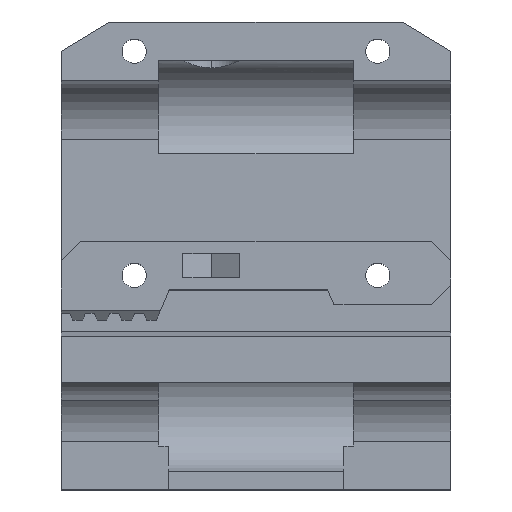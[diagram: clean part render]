
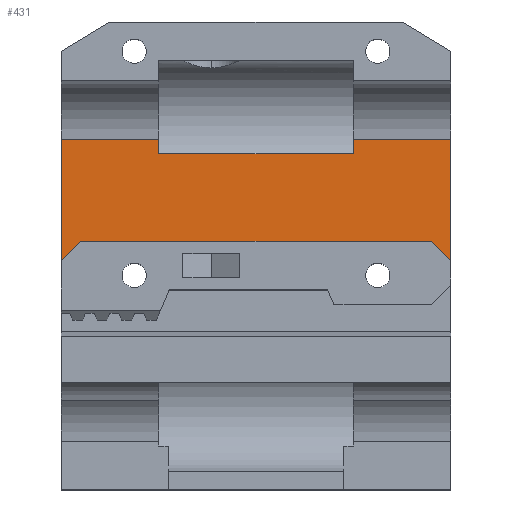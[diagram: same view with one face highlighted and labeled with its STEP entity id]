
A CAD part, top view. The second image highlights one B-rep face of the part: STEP entity #431.
In plain terms, the highlighted planar face has unit normal (0, 0, 1).
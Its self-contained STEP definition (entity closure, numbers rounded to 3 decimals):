
#184 = VECTOR ( 'NONE', #213, 1000. ) ;
#185 = CARTESIAN_POINT ( 'NONE',  ( 0., -10., 4. ) ) ;
#213 = DIRECTION ( 'NONE',  ( 0., -1., 0. ) ) ;
#339 = VERTEX_POINT ( 'NONE', #1513 ) ;
#341 = EDGE_CURVE ( 'NONE', #342, #339, #1473, .T. ) ;
#342 = VERTEX_POINT ( 'NONE', #1512 ) ;
#357 = ORIENTED_EDGE ( 'NONE', *, *, #421, .F. ) ;
#362 = VERTEX_POINT ( 'NONE', #1546 ) ;
#363 = VERTEX_POINT ( 'NONE', #1552 ) ;
#373 = EDGE_CURVE ( 'NONE', #889, #376, #1527, .T. ) ;
#376 = VERTEX_POINT ( 'NONE', #1585 ) ;
#388 = VERTEX_POINT ( 'NONE', #1569 ) ;
#407 = ORIENTED_EDGE ( 'NONE', *, *, #424, .T. ) ;
#419 = EDGE_CURVE ( 'NONE', #376, #363, #1634, .T. ) ;
#420 = ORIENTED_EDGE ( 'NONE', *, *, #373, .T. ) ;
#421 = EDGE_CURVE ( 'NONE', #436, #363, #1627, .T. ) ;
#423 = EDGE_CURVE ( 'NONE', #436, #342, #1623, .T. ) ;
#424 = EDGE_CURVE ( 'NONE', #339, #362, #1593, .T. ) ;
#426 = ORIENTED_EDGE ( 'NONE', *, *, #423, .T. ) ;
#428 = ORIENTED_EDGE ( 'NONE', *, *, #341, .T. ) ;
#430 = VERTEX_POINT ( 'NONE', #1641 ) ;
#431 = ADVANCED_FACE ( 'NONE', ( #1683 ), #1631, .T. ) ;
#432 = ORIENTED_EDGE ( 'NONE', *, *, #434, .T. ) ;
#433 = ORIENTED_EDGE ( 'NONE', *, *, #435, .F. ) ;
#434 = EDGE_CURVE ( 'NONE', #388, #430, #1674, .T. ) ;
#435 = EDGE_CURVE ( 'NONE', #388, #362, #1668, .T. ) ;
#436 = VERTEX_POINT ( 'NONE', #1672 ) ;
#437 = ORIENTED_EDGE ( 'NONE', *, *, #438, .T. ) ;
#438 = EDGE_CURVE ( 'NONE', #430, #960, #1661, .T. ) ;
#439 = ORIENTED_EDGE ( 'NONE', *, *, #419, .T. ) ;
#440 = ORIENTED_EDGE ( 'NONE', *, *, #892, .T. ) ;
#442 = EDGE_LOOP ( 'NONE', ( #433, #432, #437, #440, #420, #439, #357, #426, #428, #407 ) ) ;
#889 = VERTEX_POINT ( 'NONE', #2391 ) ;
#892 = EDGE_CURVE ( 'NONE', #960, #889, #2382, .T. ) ;
#960 = VERTEX_POINT ( 'NONE', #2461 ) ;
#1472 = CARTESIAN_POINT ( 'NONE',  ( 40., -10., 4. ) ) ;
#1473 = LINE ( 'NONE', #1472, #1524 ) ;
#1510 = DIRECTION ( 'NONE',  ( 0., 1., 0. ) ) ;
#1512 = CARTESIAN_POINT ( 'NONE',  ( 40., 13.5, 4. ) ) ;
#1513 = CARTESIAN_POINT ( 'NONE',  ( 40., 26., 4. ) ) ;
#1524 = VECTOR ( 'NONE', #1510, 1000. ) ;
#1527 = LINE ( 'NONE', #185, #184 ) ;
#1546 = CARTESIAN_POINT ( 'NONE',  ( 30., 26., 4. ) ) ;
#1552 = CARTESIAN_POINT ( 'NONE',  ( 2., 15.5, 4. ) ) ;
#1565 = DIRECTION ( 'NONE',  ( 0.707, -0.707, 0. ) ) ;
#1566 = CARTESIAN_POINT ( 'NONE',  ( 40., 13.5, 4. ) ) ;
#1569 = CARTESIAN_POINT ( 'NONE',  ( 30., 24.506, 4. ) ) ;
#1585 = CARTESIAN_POINT ( 'NONE',  ( 0., 13.5, 4. ) ) ;
#1593 = LINE ( 'NONE', #1682, #1680 ) ;
#1623 = LINE ( 'NONE', #1566, #1684 ) ;
#1624 = DIRECTION ( 'NONE',  ( -1., 0., 0. ) ) ;
#1625 = VECTOR ( 'NONE', #1624, 1000. ) ;
#1626 = CARTESIAN_POINT ( 'NONE',  ( 40., 15.5, 4. ) ) ;
#1627 = LINE ( 'NONE', #1626, #1625 ) ;
#1628 = DIRECTION ( 'NONE',  ( 0.707, 0.707, 0. ) ) ;
#1629 = VECTOR ( 'NONE', #1628, 1000. ) ;
#1630 = CARTESIAN_POINT ( 'NONE',  ( 2., 15.5, 4. ) ) ;
#1631 = PLANE ( 'NONE',  #1681 ) ;
#1634 = LINE ( 'NONE', #1630, #1629 ) ;
#1641 = CARTESIAN_POINT ( 'NONE',  ( 10., 24.506, 4. ) ) ;
#1657 = DIRECTION ( 'NONE',  ( 0., 1., 0. ) ) ;
#1658 = VECTOR ( 'NONE', #1657, 1000. ) ;
#1660 = CARTESIAN_POINT ( 'NONE',  ( 10., -10., 4. ) ) ;
#1661 = LINE ( 'NONE', #1660, #1658 ) ;
#1663 = DIRECTION ( 'NONE',  ( 0., 1., 0. ) ) ;
#1664 = VECTOR ( 'NONE', #1663, 1000. ) ;
#1665 = CARTESIAN_POINT ( 'NONE',  ( 30., -10., 4. ) ) ;
#1668 = LINE ( 'NONE', #1665, #1664 ) ;
#1669 = DIRECTION ( 'NONE',  ( -1., 0., 0. ) ) ;
#1670 = VECTOR ( 'NONE', #1669, 1000. ) ;
#1672 = CARTESIAN_POINT ( 'NONE',  ( 38., 15.5, 4. ) ) ;
#1673 = CARTESIAN_POINT ( 'NONE',  ( 30., 24.506, 4. ) ) ;
#1674 = LINE ( 'NONE', #1673, #1670 ) ;
#1675 = DIRECTION ( 'NONE',  ( 1., 0., 0. ) ) ;
#1676 = DIRECTION ( 'NONE',  ( 0., 0., 1. ) ) ;
#1677 = CARTESIAN_POINT ( 'NONE',  ( 40., -10., 4. ) ) ;
#1679 = DIRECTION ( 'NONE',  ( -1., 0., 0. ) ) ;
#1680 = VECTOR ( 'NONE', #1679, 1000. ) ;
#1681 = AXIS2_PLACEMENT_3D ( 'NONE', #1677, #1676, #1675 ) ;
#1682 = CARTESIAN_POINT ( 'NONE',  ( 0., 26., 4. ) ) ;
#1683 = FACE_OUTER_BOUND ( 'NONE', #442, .T. ) ;
#1684 = VECTOR ( 'NONE', #1565, 1000. ) ;
#2378 = VECTOR ( 'NONE', #2387, 1000. ) ;
#2382 = LINE ( 'NONE', #2385, #2378 ) ;
#2385 = CARTESIAN_POINT ( 'NONE',  ( 0., 26., 4. ) ) ;
#2387 = DIRECTION ( 'NONE',  ( -1., 0., 0. ) ) ;
#2391 = CARTESIAN_POINT ( 'NONE',  ( 0., 26., 4. ) ) ;
#2461 = CARTESIAN_POINT ( 'NONE',  ( 10., 26., 4. ) ) ;
